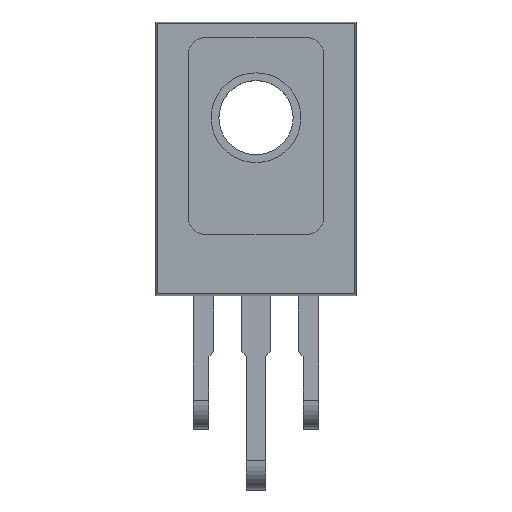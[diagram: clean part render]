
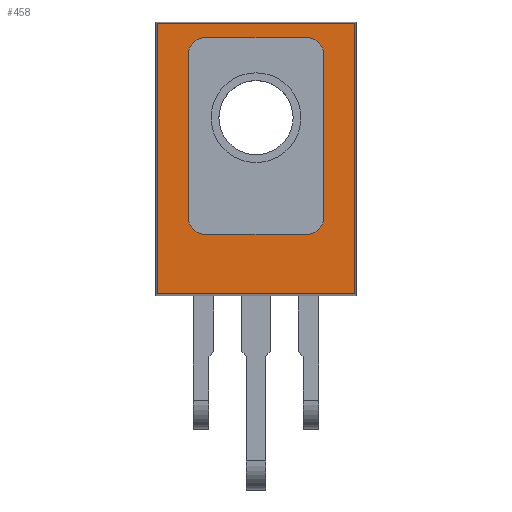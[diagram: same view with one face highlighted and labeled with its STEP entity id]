
A CAD part, top view. The second image highlights one B-rep face of the part: STEP entity #458.
In plain terms, the highlighted planar face has unit normal (0, 0, 1).
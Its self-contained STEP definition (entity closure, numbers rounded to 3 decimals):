
#458=ADVANCED_FACE('',(#1249,#1251),#1253,.T.);
#1249=FACE_BOUND('',#1250,.T.);
#1250=EDGE_LOOP('',(#1852,#1853,#1854,#1855));
#1251=FACE_BOUND('',#1252,.T.);
#1252=EDGE_LOOP('',(#1856,#1857,#1858,#1859,#1860,#1861,#1862,#1863));
#1253=PLANE('',#1254);
#1254=AXIS2_PLACEMENT_3D('',#1255,#1256,#1257);
#1255=CARTESIAN_POINT('',(0.,0.,3.04));
#1256=DIRECTION('',(0.,0.,1.));
#1257=DIRECTION('',(1.,0.,0.));
#1852=ORIENTED_EDGE('',*,*,#2210,.T.);
#1853=ORIENTED_EDGE('',*,*,#2211,.T.);
#1854=ORIENTED_EDGE('',*,*,#2212,.T.);
#1855=ORIENTED_EDGE('',*,*,#2213,.T.);
#1856=ORIENTED_EDGE('',*,*,#2201,.T.);
#1857=ORIENTED_EDGE('',*,*,#2199,.T.);
#1858=ORIENTED_EDGE('',*,*,#2197,.T.);
#1859=ORIENTED_EDGE('',*,*,#2195,.T.);
#1860=ORIENTED_EDGE('',*,*,#2193,.T.);
#1861=ORIENTED_EDGE('',*,*,#2191,.T.);
#1862=ORIENTED_EDGE('',*,*,#2189,.T.);
#1863=ORIENTED_EDGE('',*,*,#2186,.T.);
#2186=EDGE_CURVE('',#2480,#2481,#2482,.F.);
#2189=EDGE_CURVE('',#2485,#2480,#2486,.F.);
#2191=EDGE_CURVE('',#2488,#2485,#2489,.F.);
#2193=EDGE_CURVE('',#2491,#2488,#2492,.F.);
#2195=EDGE_CURVE('',#2494,#2491,#2495,.F.);
#2197=EDGE_CURVE('',#2497,#2494,#2498,.F.);
#2199=EDGE_CURVE('',#2500,#2497,#2501,.F.);
#2201=EDGE_CURVE('',#2481,#2500,#2503,.F.);
#2210=EDGE_CURVE('',#2516,#2517,#2518,.T.);
#2211=EDGE_CURVE('',#2517,#2519,#2520,.T.);
#2212=EDGE_CURVE('',#2519,#2521,#2522,.T.);
#2213=EDGE_CURVE('',#2521,#2516,#2523,.T.);
#2480=VERTEX_POINT('',#3070);
#2481=VERTEX_POINT('',#3071);
#2482=CIRCLE('',#3072,0.75);
#2485=VERTEX_POINT('',#3082);
#2486=LINE('',#3083,#3084);
#2488=VERTEX_POINT('',#3089);
#2489=CIRCLE('',#3090,0.75);
#2491=VERTEX_POINT('',#3097);
#2492=LINE('',#3098,#3099);
#2494=VERTEX_POINT('',#3104);
#2495=CIRCLE('',#3105,0.75);
#2497=VERTEX_POINT('',#3112);
#2498=LINE('',#3113,#3114);
#2500=VERTEX_POINT('',#3119);
#2501=CIRCLE('',#3120,0.75);
#2503=LINE('',#3127,#3128);
#2516=VERTEX_POINT('',#3158);
#2517=VERTEX_POINT('',#3159);
#2518=LINE('',#3160,#3161);
#2519=VERTEX_POINT('',#3163);
#2520=LINE('',#3164,#3165);
#2521=VERTEX_POINT('',#3167);
#2522=LINE('',#3168,#3169);
#2523=LINE('',#3171,#3172);
#3070=CARTESIAN_POINT('',(-2.84,17.84,3.04));
#3071=CARTESIAN_POINT('',(-2.09,18.59,3.04));
#3072=AXIS2_PLACEMENT_3D('',#3073,#3074,#3075);
#3073=CARTESIAN_POINT('',(-2.09,17.84,3.04));
#3074=DIRECTION('',(0.,-0.,1.));
#3075=DIRECTION('',(0.,1.,0.));
#3082=CARTESIAN_POINT('',(-2.84,11.11,3.04));
#3083=CARTESIAN_POINT('',(-2.84,17.84,3.04));
#3084=VECTOR('',#3085,1.);
#3085=DIRECTION('',(0.,-1.,0.));
#3089=CARTESIAN_POINT('',(-2.09,10.36,3.04));
#3090=AXIS2_PLACEMENT_3D('',#3091,#3092,#3093);
#3091=CARTESIAN_POINT('',(-2.09,11.11,3.04));
#3092=DIRECTION('',(0.,0.,1.));
#3093=DIRECTION('',(-1.,0.,0.));
#3097=CARTESIAN_POINT('',(2.09,10.36,3.04));
#3098=CARTESIAN_POINT('',(-2.09,10.36,3.04));
#3099=VECTOR('',#3100,1.);
#3100=DIRECTION('',(1.,0.,0.));
#3104=CARTESIAN_POINT('',(2.84,11.11,3.04));
#3105=AXIS2_PLACEMENT_3D('',#3106,#3107,#3108);
#3106=CARTESIAN_POINT('',(2.09,11.11,3.04));
#3107=DIRECTION('',(-0.,0.,1.));
#3108=DIRECTION('',(0.,-1.,0.));
#3112=CARTESIAN_POINT('',(2.84,17.84,3.04));
#3113=CARTESIAN_POINT('',(2.84,11.11,3.04));
#3114=VECTOR('',#3115,1.);
#3115=DIRECTION('',(0.,1.,0.));
#3119=CARTESIAN_POINT('',(2.09,18.59,3.04));
#3120=AXIS2_PLACEMENT_3D('',#3121,#3122,#3123);
#3121=CARTESIAN_POINT('',(2.09,17.84,3.04));
#3122=DIRECTION('',(0.,0.,1.));
#3123=DIRECTION('',(1.,0.,0.));
#3127=CARTESIAN_POINT('',(2.09,18.59,3.04));
#3128=VECTOR('',#3129,1.);
#3129=DIRECTION('',(-1.,0.,0.));
#3158=CARTESIAN_POINT('',(-4.119,7.881,3.04));
#3159=CARTESIAN_POINT('',(4.119,7.881,3.04));
#3160=CARTESIAN_POINT('',(-4.119,7.881,3.04));
#3161=VECTOR('',#3162,1.);
#3162=DIRECTION('',(1.,0.,0.));
#3163=CARTESIAN_POINT('',(4.119,19.169,3.04));
#3164=CARTESIAN_POINT('',(4.119,7.881,3.04));
#3165=VECTOR('',#3166,1.);
#3166=DIRECTION('',(0.,1.,0.));
#3167=CARTESIAN_POINT('',(-4.119,19.169,3.04));
#3168=CARTESIAN_POINT('',(4.119,19.169,3.04));
#3169=VECTOR('',#3170,1.);
#3170=DIRECTION('',(-1.,0.,0.));
#3171=CARTESIAN_POINT('',(-4.119,19.169,3.04));
#3172=VECTOR('',#3173,1.);
#3173=DIRECTION('',(0.,-1.,0.));
